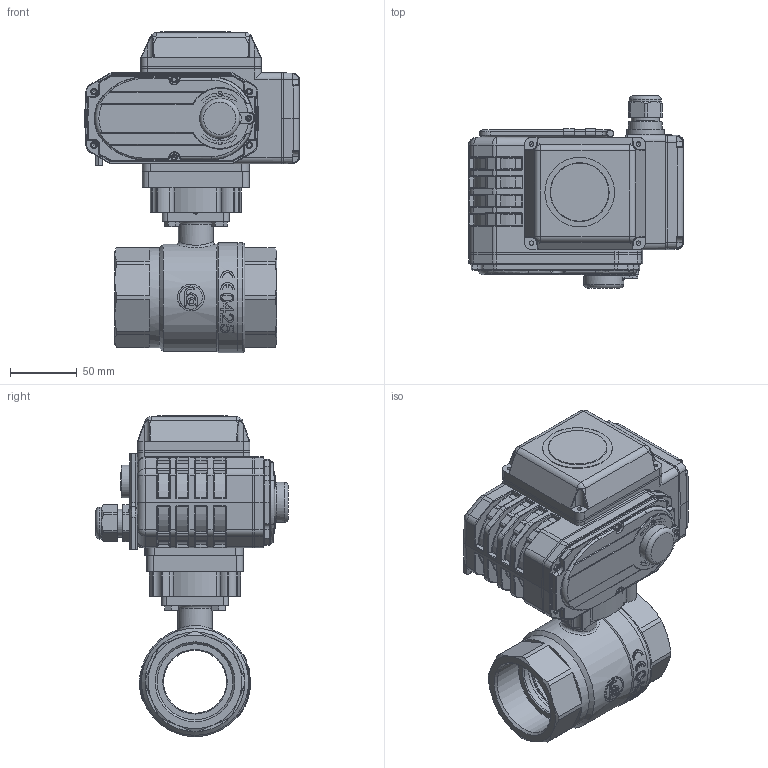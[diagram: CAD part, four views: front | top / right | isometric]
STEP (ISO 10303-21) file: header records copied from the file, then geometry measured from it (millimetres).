
FILE_DESCRIPTION(/* description */ ('Unknown'),/* implementation_level */ '2;1');
FILE_NAME(/* name */ 'AE04-05 0767-09',/* time_stamp */ '2022-10-17T12:22:17+02:00',/* author */ ('Unknown'),/* organization */ ('Unknown'),/* preprocessor_version */ 'ST-DEVELOPER v16.7',/* originating_system */ 'Solid Edge',/* authorisation */ 'Unknown');
FILE_SCHEMA (('AUTOMOTIVE_DESIGN {1 0 10303 214 3 1 1}'));
Products named in the file (34): AE04-080767-09; 2.110.050_(767-09); LA0160#11050; AT0042#36; LA0161#050; OR0072#V31; OR0072#V50; LA0022#050; SE0164#050; RO0079#12; AE04-AE08_(AE30_AE50); Z倰眊极橾遴20170830; 驱动盖组件; 驱动盖胶垫; Z倰忒梟縐啣; NQ10-034 梓僅啣; NQ10-033 硌渀; 萇蚾裔郪璃; 萇蚾裔; NQ10-035 噩え; 萇蚾裔蝶菜; 秶郘裔郪璃; 秶郘裔; 秶郘裔蝶菜; 盄黑; 盄坶; 盄坶1; 盄坶2; NQZ-018忒雄紱釬諳裔; Z型驱动盖最新外型20170830; 假蚾啣; 薊粣ん; 忒梟; DIN 933 M6x18 A2-70 BLK_EDST
Assembly tree (39 placements, depth 4):
  AE04-080767-09
    2.110.050_(767-09)
      LA0160#11050
      AT0042#36
      LA0161#050
      OR0072#V31  x2
      OR0072#V50  x2
      LA0022#050
      SE0164#050  x2
      RO0079#12
    AE04-AE08_(AE30_AE50)
      Z倰眊极橾遴20170830
      驱动盖组件
        驱动盖胶垫
      Z倰忒梟縐啣
      NQ10-034 梓僅啣
      NQ10-033 硌渀
      萇蚾裔郪璃
        萇蚾裔
        NQ10-035 噩え
        萇蚾裔蝶菜
      秶郘裔郪璃
        秶郘裔
        秶郘裔蝶菜
      盄黑
      盄坶
        盄坶1
        盄坶2
      NQZ-018忒雄紱釬諳裔
      Z型驱动盖最新外型20170830
      假蚾啣
      薊粣ん
      忒梟
    DIN 933 M6x18 A2-70 BLK_EDST  x4
Bounding box: 160.5 x 143.5 x 240 mm (x, y, z)
Volume: 1326791.2 mm3; surface area: 349053.6 mm2
Topology: 33 solids, 35 shells, 2783 faces, 7008 edges, 4393 vertices
Faces by surface type: plane 1135, cylinder 967, torus 296, bspline 234, cone 109, sphere 42
Full cylindrical faces by diameter (mm): 2.5 x2, 3.2 x2, 3.3 x22, 3.341 x1, 3.5 x1, 4 x6, 4.2 x5, 4.5 x14, 4.8 x14, 5 x14, 6 x8, 6.6 x2, 6.8 x8, 7 x8, 8 x1, 10 x4, 10.1 x4, 12.3 x1, 12.8 x2, 13.2 x1, 13.5 x1, 13.8 x1, 14 x1, 15 x2, 15.7 x1, 15.98 x3, 16 x1, 16.1 x1, 17.345 x1, 18.7 x1
Entity records: 95032 total; most frequent: CARTESIAN_POINT 28598, DIRECTION 13204, ORIENTED_EDGE 12840, EDGE_CURVE 6420, AXIS2_PLACEMENT_3D 4998, VERTEX_POINT 4230, FACE_BOUND 3306, EDGE_LOOP 3280
